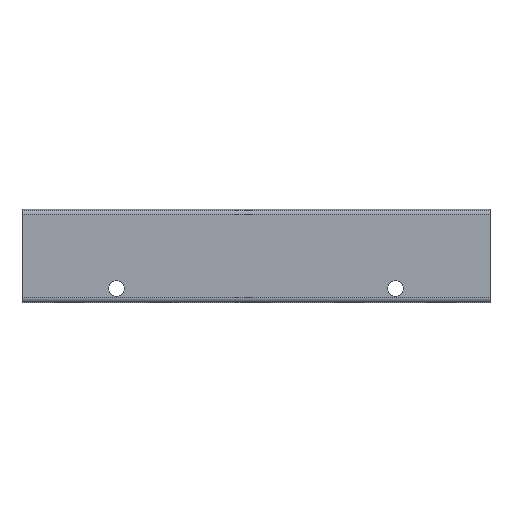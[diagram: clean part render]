
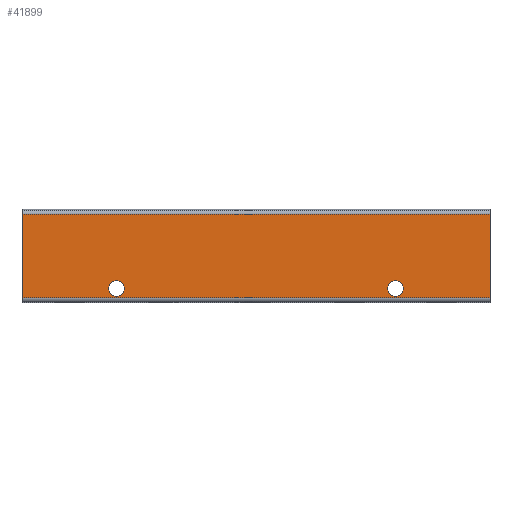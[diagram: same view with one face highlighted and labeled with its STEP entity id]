
A CAD part, top view. The second image highlights one B-rep face of the part: STEP entity #41899.
In plain terms, the highlighted planar face has unit normal (0, 0, 1).
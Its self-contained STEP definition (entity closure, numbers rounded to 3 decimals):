
#143=CARTESIAN_POINT('',(92.5,-10.5,10.0));
#144=VERTEX_POINT('',#143);
#160=CARTESIAN_POINT('',(87.5,-10.5,10.0));
#161=VERTEX_POINT('',#160);
#168=CARTESIAN_POINT('',(90.0,-10.5,10.0));
#169=DIRECTION('',(0.0,0.0,-1.0));
#170=DIRECTION('',(1.0,0.0,0.0));
#171=AXIS2_PLACEMENT_3D('',#168,#169,#170);
#172=CIRCLE('',#171,2.5);
#173=EDGE_CURVE('',#144,#161,#172,.T.);
#185=CARTESIAN_POINT('',(2.5,-10.5,10.0));
#186=VERTEX_POINT('',#185);
#202=CARTESIAN_POINT('',(-2.5,-10.5,10.0));
#203=VERTEX_POINT('',#202);
#210=CARTESIAN_POINT('',(0.,-10.5,10.0));
#211=DIRECTION('',(0.0,0.0,-1.0));
#212=DIRECTION('',(1.0,0.0,0.0));
#213=AXIS2_PLACEMENT_3D('',#210,#211,#212);
#214=CIRCLE('',#213,2.5);
#215=EDGE_CURVE('',#186,#203,#214,.T.);
#595=CARTESIAN_POINT('',(120.5,-13.5,10.0));
#596=VERTEX_POINT('',#595);
#604=CARTESIAN_POINT('',(-30.5,-13.5,10.0));
#605=VERTEX_POINT('',#604);
#606=CARTESIAN_POINT('',(120.5,-13.5,10.0));
#607=DIRECTION('',(-1.0,0.0,0.0));
#608=VECTOR('',#607,151.0);
#609=LINE('',#606,#608);
#610=EDGE_CURVE('',#596,#605,#609,.T.);
#721=CARTESIAN_POINT('',(-30.5,13.5,10.0));
#722=VERTEX_POINT('',#721);
#730=CARTESIAN_POINT('',(120.5,13.5,10.0));
#731=VERTEX_POINT('',#730);
#732=CARTESIAN_POINT('',(-30.5,13.5,10.0));
#733=DIRECTION('',(1.0,0.0,0.0));
#734=VECTOR('',#733,151.0);
#735=LINE('',#732,#734);
#736=EDGE_CURVE('',#722,#731,#735,.T.);
#41642=CARTESIAN_POINT('',(120.5,13.5,10.0));
#41643=DIRECTION('',(0.0,-1.0,0.0));
#41644=VECTOR('',#41643,27.0);
#41645=LINE('',#41642,#41644);
#41646=EDGE_CURVE('',#731,#596,#41645,.T.);
#41863=CARTESIAN_POINT('',(0.,0.,10.0));
#41864=DIRECTION('',(0.0,0.0,1.0));
#41865=DIRECTION('',(1.0,0.0,0.0));
#41866=AXIS2_PLACEMENT_3D('',#41863,#41864,#41865);
#41867=PLANE('',#41866);
#41868=ORIENTED_EDGE('',*,*,#736,.F.);
#41869=CARTESIAN_POINT('',(-30.5,-13.5,10.0));
#41870=DIRECTION('',(0.0,1.0,0.0));
#41871=VECTOR('',#41870,27.0);
#41872=LINE('',#41869,#41871);
#41873=EDGE_CURVE('',#605,#722,#41872,.T.);
#41874=ORIENTED_EDGE('',*,*,#41873,.F.);
#41875=ORIENTED_EDGE('',*,*,#610,.F.);
#41876=ORIENTED_EDGE('',*,*,#41646,.F.);
#41877=EDGE_LOOP('',(#41868,#41874,#41875,#41876));
#41878=FACE_OUTER_BOUND('',#41877,.T.);
#41879=ORIENTED_EDGE('',*,*,#173,.T.);
#41880=CARTESIAN_POINT('',(90.0,-10.5,10.0));
#41881=DIRECTION('',(0.0,0.0,-1.0));
#41882=DIRECTION('',(1.0,0.0,0.0));
#41883=AXIS2_PLACEMENT_3D('',#41880,#41881,#41882);
#41884=CIRCLE('',#41883,2.5);
#41885=EDGE_CURVE('',#161,#144,#41884,.T.);
#41886=ORIENTED_EDGE('',*,*,#41885,.T.);
#41887=EDGE_LOOP('',(#41879,#41886));
#41888=FACE_BOUND('',#41887,.T.);
#41889=ORIENTED_EDGE('',*,*,#215,.T.);
#41890=CARTESIAN_POINT('',(0.,-10.5,10.0));
#41891=DIRECTION('',(0.0,0.0,-1.0));
#41892=DIRECTION('',(1.0,0.0,0.0));
#41893=AXIS2_PLACEMENT_3D('',#41890,#41891,#41892);
#41894=CIRCLE('',#41893,2.5);
#41895=EDGE_CURVE('',#203,#186,#41894,.T.);
#41896=ORIENTED_EDGE('',*,*,#41895,.T.);
#41897=EDGE_LOOP('',(#41889,#41896));
#41898=FACE_BOUND('',#41897,.T.);
#41899=ADVANCED_FACE('',(#41878,#41888,#41898),#41867,.T.);
